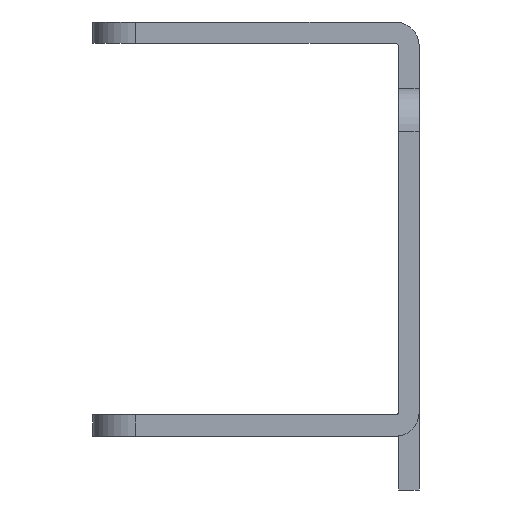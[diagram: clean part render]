
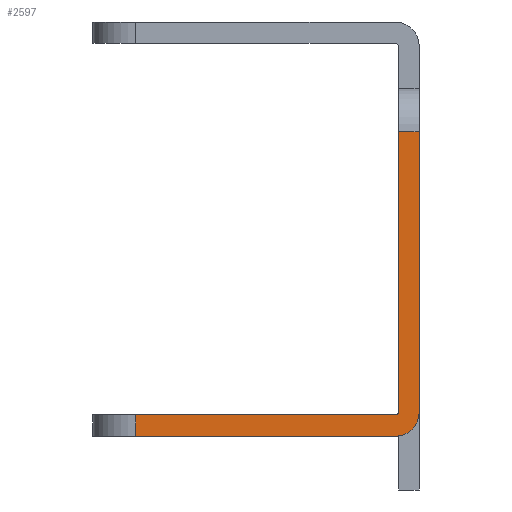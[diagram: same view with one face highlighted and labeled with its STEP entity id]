
A CAD part, left-side view. The second image highlights one B-rep face of the part: STEP entity #2597.
In plain terms, the highlighted planar face has unit normal (-1, 0, 0).
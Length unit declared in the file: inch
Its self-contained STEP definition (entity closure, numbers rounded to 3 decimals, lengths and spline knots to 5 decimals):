
#395 = DIRECTION ( 'NONE',  ( 0., 0., -1. ) ) ;
#396 = VECTOR ( 'NONE', #395, 39.37008 ) ;
#397 = CARTESIAN_POINT ( 'NONE',  ( -2.2505, 0., -0.6835 ) ) ;
#398 = LINE ( 'NONE', #397, #396 ) ;
#399 = CARTESIAN_POINT ( 'NONE',  ( -2.2505, 0., -1.14 ) ) ;
#400 = DIRECTION ( 'NONE',  ( 0., 0., 1. ) ) ;
#401 = DIRECTION ( 'NONE',  ( -1., 0., 0. ) ) ;
#402 = CARTESIAN_POINT ( 'NONE',  ( -2.2505, 0.07, -1.14 ) ) ;
#403 = AXIS2_PLACEMENT_3D ( 'NONE', #402, #401, #400 ) ;
#404 = CIRCLE ( 'NONE', #403, 0.07 ) ;
#520 = DIRECTION ( 'NONE',  ( 0., 0., -1. ) ) ;
#521 = VECTOR ( 'NONE', #520, 39.37008 ) ;
#522 = CARTESIAN_POINT ( 'NONE',  ( -2.2505, 0.828, -0.6835 ) ) ;
#523 = LINE ( 'NONE', #522, #521 ) ;
#524 = DIRECTION ( 'NONE',  ( 0., 0., 1. ) ) ;
#525 = DIRECTION ( 'NONE',  ( 1., 0., 0. ) ) ;
#526 = CARTESIAN_POINT ( 'NONE',  ( -2.2505, 0.07, -1.1375 ) ) ;
#527 = AXIS2_PLACEMENT_3D ( 'NONE', #526, #525, #524 ) ;
#528 = CIRCLE ( 'NONE', #527, 0.01 ) ;
#529 = CARTESIAN_POINT ( 'NONE',  ( -2.2505, 0.06, -1.1375 ) ) ;
#530 = DIRECTION ( 'NONE',  ( 0., 0., -1. ) ) ;
#531 = VECTOR ( 'NONE', #530, 39.37008 ) ;
#532 = CARTESIAN_POINT ( 'NONE',  ( -2.2505, 0.06, -0.6835 ) ) ;
#533 = LINE ( 'NONE', #532, #531 ) ;
#534 = CARTESIAN_POINT ( 'NONE',  ( -2.2505, 0.06, -0.32 ) ) ;
#535 = DIRECTION ( 'NONE',  ( 0., -1., 0. ) ) ;
#536 = VECTOR ( 'NONE', #535, 39.37008 ) ;
#537 = CARTESIAN_POINT ( 'NONE',  ( -2.2505, 0.06, -0.32 ) ) ;
#538 = LINE ( 'NONE', #537, #536 ) ;
#540 = CARTESIAN_POINT ( 'NONE',  ( -2.2505, 0., -0.32 ) ) ;
#566 = DIRECTION ( 'NONE',  ( 0., 0., 1. ) ) ;
#567 = DIRECTION ( 'NONE',  ( -1., 0., 0. ) ) ;
#568 = CARTESIAN_POINT ( 'NONE',  ( -2.2505, 0.06, -0.6835 ) ) ;
#569 = AXIS2_PLACEMENT_3D ( 'NONE', #568, #567, #566 ) ;
#570 = PLANE ( 'NONE',  #569 ) ;
#571 = FACE_OUTER_BOUND ( 'NONE', #2515, .T. ) ;
#2265 = VERTEX_POINT ( 'NONE', #4872 ) ;
#2267 = EDGE_CURVE ( 'NONE', #2268, #2265, #4871, .T. ) ;
#2268 = VERTEX_POINT ( 'NONE', #4867 ) ;
#2291 = EDGE_CURVE ( 'NONE', #2292, #2293, #4892, .T. ) ;
#2292 = VERTEX_POINT ( 'NONE', #4888 ) ;
#2293 = VERTEX_POINT ( 'NONE', #4887 ) ;
#2515 = EDGE_LOOP ( 'NONE', ( #2516, #2517, #2520, #2579, #2582, #2585, #2587, #2588 ) ) ;
#2516 = ORIENTED_EDGE ( 'NONE', *, *, #2267, .T. ) ;
#2517 = ORIENTED_EDGE ( 'NONE', *, *, #2518, .T. ) ;
#2518 = EDGE_CURVE ( 'NONE', #2265, #2519, #404, .T. ) ;
#2519 = VERTEX_POINT ( 'NONE', #399 ) ;
#2520 = ORIENTED_EDGE ( 'NONE', *, *, #2521, .F. ) ;
#2521 = EDGE_CURVE ( 'NONE', #2578, #2519, #398, .T. ) ;
#2578 = VERTEX_POINT ( 'NONE', #540 ) ;
#2579 = ORIENTED_EDGE ( 'NONE', *, *, #2580, .F. ) ;
#2580 = EDGE_CURVE ( 'NONE', #2581, #2578, #538, .T. ) ;
#2581 = VERTEX_POINT ( 'NONE', #534 ) ;
#2582 = ORIENTED_EDGE ( 'NONE', *, *, #2583, .T. ) ;
#2583 = EDGE_CURVE ( 'NONE', #2581, #2584, #533, .T. ) ;
#2584 = VERTEX_POINT ( 'NONE', #529 ) ;
#2585 = ORIENTED_EDGE ( 'NONE', *, *, #2586, .T. ) ;
#2586 = EDGE_CURVE ( 'NONE', #2584, #2293, #528, .T. ) ;
#2587 = ORIENTED_EDGE ( 'NONE', *, *, #2291, .F. ) ;
#2588 = ORIENTED_EDGE ( 'NONE', *, *, #2589, .T. ) ;
#2589 = EDGE_CURVE ( 'NONE', #2292, #2268, #523, .T. ) ;
#2597 = ADVANCED_FACE ( 'NONE', ( #571 ), #570, .T. ) ;
#4867 = CARTESIAN_POINT ( 'NONE',  ( -2.2505, 0.828, -1.21 ) ) ;
#4868 = DIRECTION ( 'NONE',  ( 0., -1., 0. ) ) ;
#4869 = VECTOR ( 'NONE', #4868, 39.37008 ) ;
#4870 = CARTESIAN_POINT ( 'NONE',  ( -2.2505, 0.953, -1.21 ) ) ;
#4871 = LINE ( 'NONE', #4870, #4869 ) ;
#4872 = CARTESIAN_POINT ( 'NONE',  ( -2.2505, 0.07, -1.21 ) ) ;
#4887 = CARTESIAN_POINT ( 'NONE',  ( -2.2505, 0.07, -1.1475 ) ) ;
#4888 = CARTESIAN_POINT ( 'NONE',  ( -2.2505, 0.828, -1.1475 ) ) ;
#4889 = DIRECTION ( 'NONE',  ( 0., -1., 0. ) ) ;
#4890 = VECTOR ( 'NONE', #4889, 39.37008 ) ;
#4891 = CARTESIAN_POINT ( 'NONE',  ( -2.2505, 0.953, -1.1475 ) ) ;
#4892 = LINE ( 'NONE', #4891, #4890 ) ;
